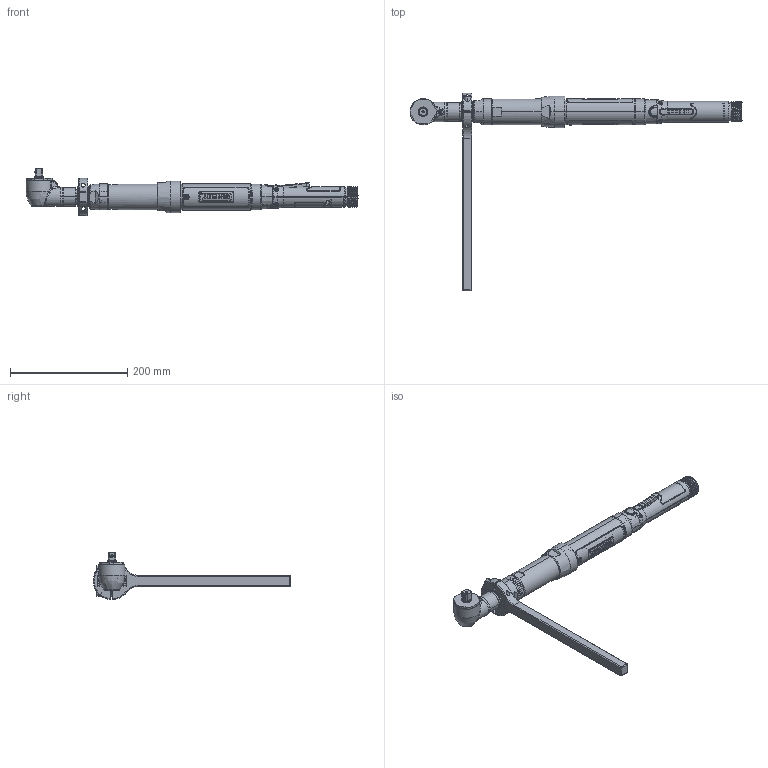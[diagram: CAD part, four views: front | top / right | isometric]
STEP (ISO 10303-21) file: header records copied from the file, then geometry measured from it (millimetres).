
FILE_DESCRIPTION((''),'2;1');
FILE_NAME('EB34LA22A-115A','2012-01-25T',('MAM0508'),(''),'PRO/ENGINEER BY PARAMETRIC TECHNOLOGY CORPORATION, 2010430','PRO/ENGINEER BY PARAMETRIC TECHNOLOGY CORPORATION, 2010430','');
FILE_SCHEMA(('CONFIG_CONTROL_DESIGN'));
Length unit declared in the file: inch
Products named in the file (1): EB34LA22A-115A
Bounding box: 565.31 x 336.55 x 80.29 mm (x, y, z)
Surface area: 177690.1 mm2 (no closed solid volume)
Topology: 0 solids, 360 shells, 881 faces, 4619 edges, 4026 vertices
Faces by surface type: cylinder 426, plane 166, bspline 150, cone 70, torus 51, extrusion 16, sphere 2
Entity records: 70173 total; most frequent: CARTESIAN_POINT 38358, DIRECTION 5584, ORIENTED_EDGE 5524, EDGE_CURVE 4617, VERTEX_POINT 4026, AXIS2_PLACEMENT_3D 1927, VECTOR 1730, LINE 1714
